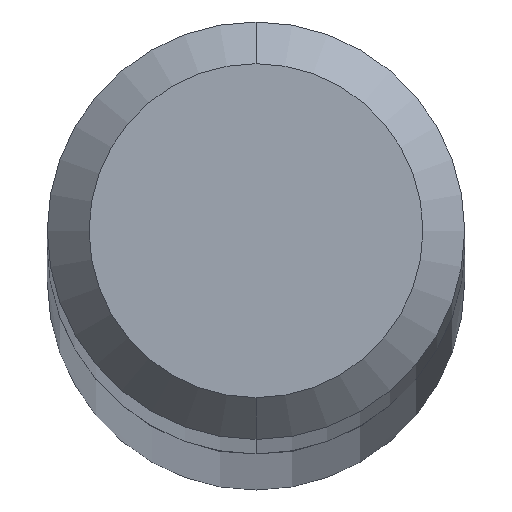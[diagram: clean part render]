
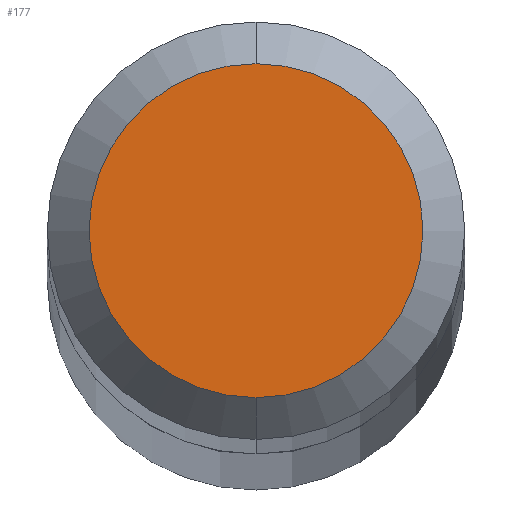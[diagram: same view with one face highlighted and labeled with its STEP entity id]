
A CAD part, top view. The second image highlights one B-rep face of the part: STEP entity #177.
In plain terms, the highlighted planar face has unit normal (0, 0, 1).
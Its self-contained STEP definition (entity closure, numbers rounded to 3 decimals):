
#123=VERTEX_POINT('',#246);
#157=EDGE_CURVE('',#171,#123,#284,.T.);
#171=VERTEX_POINT('',#301);
#177=ADVANCED_FACE('',(#308),#309,.T.);
#181=EDGE_CURVE('',#123,#171,#313,.T.);
#246=CARTESIAN_POINT('',(0.,-1.2,0.0));
#284=CIRCLE('',#434,1.2);
#301=CARTESIAN_POINT('',(0.0,1.2,0.0));
#308=FACE_OUTER_BOUND('',#462,.T.);
#309=PLANE('',#463);
#313=CIRCLE('',#467,1.2);
#434=AXIS2_PLACEMENT_3D('',#563,#564,#565);
#462=EDGE_LOOP('',(#604,#605));
#463=AXIS2_PLACEMENT_3D('',#606,#607,#608);
#467=AXIS2_PLACEMENT_3D('',#610,#611,#612);
#563=CARTESIAN_POINT('',(0.0,0.0,0.0));
#564=DIRECTION('',(0.0,0.0,-1.0));
#565=DIRECTION('',(0.0,1.0,0.0));
#604=ORIENTED_EDGE('',*,*,#157,.F.);
#605=ORIENTED_EDGE('',*,*,#181,.F.);
#606=CARTESIAN_POINT('',(0.0,0.6,0.0));
#607=DIRECTION('',(-0.0,0.0,1.0));
#608=DIRECTION('',(0.0,-1.0,0.0));
#610=CARTESIAN_POINT('',(0.0,0.0,0.0));
#611=DIRECTION('',(0.0,0.0,-1.0));
#612=DIRECTION('',(0.0,1.0,0.0));
